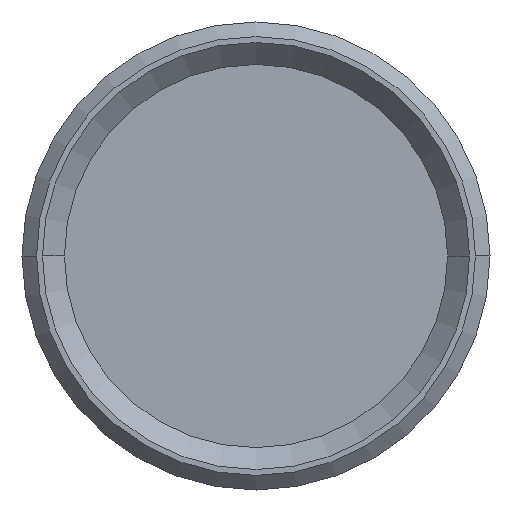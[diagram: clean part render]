
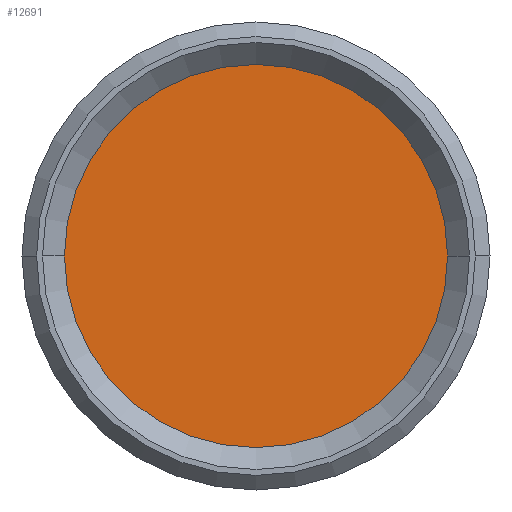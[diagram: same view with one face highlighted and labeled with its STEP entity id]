
A CAD part, front view. The second image highlights one B-rep face of the part: STEP entity #12691.
In plain terms, the highlighted planar face has unit normal (0, -1, 0).
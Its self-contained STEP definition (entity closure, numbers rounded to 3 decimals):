
#1746 = CARTESIAN_POINT ( 'NONE',  ( 0., 1.737, 0. ) ) ;
#1747 = DIRECTION ( 'NONE',  ( 0., 1., 0. ) ) ;
#1748 = DIRECTION ( 'NONE',  ( 0., 0., -1. ) ) ;
#2010 = AXIS2_PLACEMENT_3D ( 'NONE', #11780, #7727, #7750 ) ;
#5719 = PLANE ( 'NONE',  #7239 ) ;
#5727 = CARTESIAN_POINT ( 'NONE',  ( 0., 1.737, 0. ) ) ;
#5728 = DIRECTION ( 'NONE',  ( 0., -1., 0. ) ) ;
#5729 = DIRECTION ( 'NONE',  ( 0., 0., -1. ) ) ;
#7032 = EDGE_CURVE ( 'NONE', #20596, #11823, #9067, .T. ) ;
#7239 = AXIS2_PLACEMENT_3D ( 'NONE', #5727, #5728, #5729 ) ;
#7727 = DIRECTION ( 'NONE',  ( 0., 1., 0. ) ) ;
#7750 = DIRECTION ( 'NONE',  ( 0., 0., -1. ) ) ;
#9042 = ORIENTED_EDGE ( 'NONE', *, *, #12609, .F. ) ;
#9043 = ORIENTED_EDGE ( 'NONE', *, *, #7032, .F. ) ;
#9067 = CIRCLE ( 'NONE', #2010, 6.55 ) ;
#11780 = CARTESIAN_POINT ( 'NONE',  ( 0., 1.737, 0. ) ) ;
#11823 = VERTEX_POINT ( 'NONE', #11999 ) ;
#11882 = EDGE_LOOP ( 'NONE', ( #9042, #9043 ) ) ;
#11999 = CARTESIAN_POINT ( 'NONE',  ( 6.55, 1.737, 0. ) ) ;
#12312 = CIRCLE ( 'NONE', #12833, 6.55 ) ;
#12609 = EDGE_CURVE ( 'NONE', #11823, #20596, #12312, .T. ) ;
#12691 = ADVANCED_FACE ( 'NONE', ( #21979 ), #5719, .T. ) ;
#12833 = AXIS2_PLACEMENT_3D ( 'NONE', #1746, #1747, #1748 ) ;
#20526 = CARTESIAN_POINT ( 'NONE',  ( -6.55, 1.737, 0. ) ) ;
#20596 = VERTEX_POINT ( 'NONE', #20526 ) ;
#21979 = FACE_OUTER_BOUND ( 'NONE', #11882, .T. ) ;
